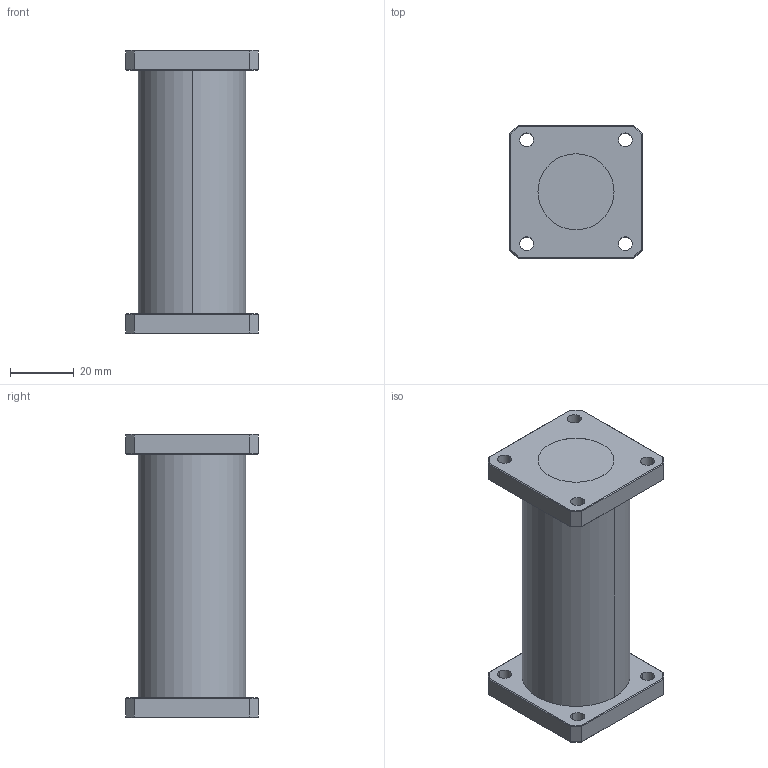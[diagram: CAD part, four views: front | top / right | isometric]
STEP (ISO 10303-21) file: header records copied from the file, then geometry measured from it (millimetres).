
FILE_DESCRIPTION (( 'STEP AP214' ), '1' );
FILE_NAME ('SWT-90938-SA.STEP', '2019-02-07T17:58:21', ( '' ), ( '' ), 'SwSTEP 2.0', 'SolidWorks 2016', '' );
FILE_SCHEMA (( 'AUTOMOTIVE_DESIGN' ));
Length unit declared in the file: inch
Products named in the file (1): SWT-90938-SA
Bounding box: 41.4 x 41.4 x 88.9 mm (x, y, z)
Volume: 89106.5 mm3; surface area: 15492.4 mm2
Topology: 1 solids, 1 shells, 78 faces, 184 edges, 112 vertices
Faces by surface type: plane 58, cylinder 20
Entity records: 2264 total; most frequent: DIRECTION 382, CARTESIAN_POINT 375, ORIENTED_EDGE 368, EDGE_CURVE 184, VECTOR 144, LINE 144, AXIS2_PLACEMENT_3D 119, VERTEX_POINT 112
